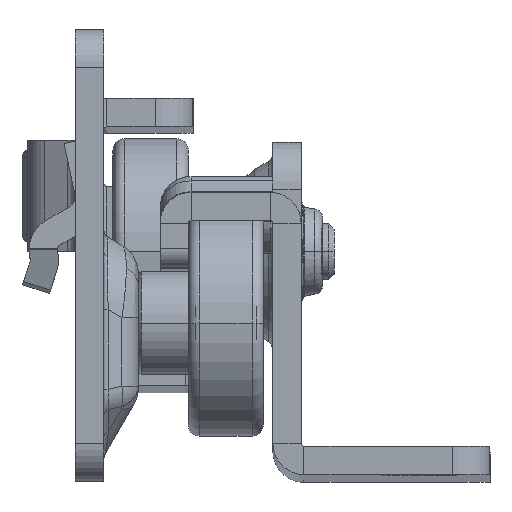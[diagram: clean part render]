
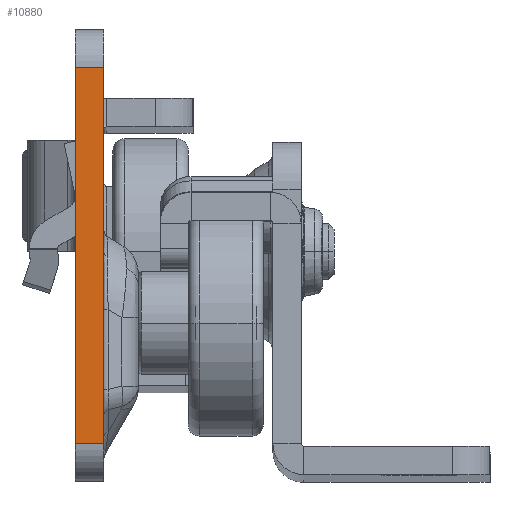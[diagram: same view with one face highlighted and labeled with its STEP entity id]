
A CAD part, top view. The second image highlights one B-rep face of the part: STEP entity #10880.
In plain terms, the highlighted planar face has unit normal (0, 0, 1).
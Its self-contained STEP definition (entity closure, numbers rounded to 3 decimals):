
#1550 = DIRECTION ( 'NONE',  ( 1., 0., 0. ) ) ;
#1976 = VECTOR ( 'NONE', #1550, 1000. ) ;
#2536 = ORIENTED_EDGE ( 'NONE', *, *, #17656, .F. ) ;
#4409 = LINE ( 'NONE', #13038, #27882 ) ;
#4706 = DIRECTION ( 'NONE',  ( 0., -1., 0. ) ) ;
#5415 = EDGE_CURVE ( 'NONE', #13819, #13498, #18362, .T. ) ;
#5688 = DIRECTION ( 'NONE',  ( 0., 0., 1. ) ) ;
#5768 = ORIENTED_EDGE ( 'NONE', *, *, #5415, .T. ) ;
#6003 = CARTESIAN_POINT ( 'NONE',  ( -3., 18.3, 0. ) ) ;
#6041 = EDGE_CURVE ( 'NONE', #13498, #19254, #12886, .T. ) ;
#6793 = DIRECTION ( 'NONE',  ( 1., 0., 0. ) ) ;
#6873 = EDGE_LOOP ( 'NONE', ( #10316, #2536, #5768, #21039 ) ) ;
#9391 = CARTESIAN_POINT ( 'NONE',  ( 0., 18.3, 0. ) ) ;
#9522 = FACE_OUTER_BOUND ( 'NONE', #6873, .T. ) ;
#10316 = ORIENTED_EDGE ( 'NONE', *, *, #25611, .F. ) ;
#10773 = CARTESIAN_POINT ( 'NONE',  ( -122.719, -21.7, 0. ) ) ;
#10880 = ADVANCED_FACE ( 'NONE', ( #9522 ), #16462, .T. ) ;
#11194 = CARTESIAN_POINT ( 'NONE',  ( 0., -21.7, 0. ) ) ;
#11550 = VERTEX_POINT ( 'NONE', #9391 ) ;
#11932 = VECTOR ( 'NONE', #21718, 1000. ) ;
#12886 = LINE ( 'NONE', #10773, #11932 ) ;
#13038 = CARTESIAN_POINT ( 'NONE',  ( 0., -29.094, 0. ) ) ;
#13498 = VERTEX_POINT ( 'NONE', #23224 ) ;
#13795 = DIRECTION ( 'NONE',  ( 0., -1., 0. ) ) ;
#13819 = VERTEX_POINT ( 'NONE', #6003 ) ;
#15927 = CARTESIAN_POINT ( 'NONE',  ( -3., -29.094, 0. ) ) ;
#16462 = PLANE ( 'NONE',  #17784 ) ;
#17656 = EDGE_CURVE ( 'NONE', #13819, #11550, #22992, .T. ) ;
#17784 = AXIS2_PLACEMENT_3D ( 'NONE', #25148, #5688, #6793 ) ;
#18362 = LINE ( 'NONE', #15927, #24642 ) ;
#19254 = VERTEX_POINT ( 'NONE', #11194 ) ;
#21039 = ORIENTED_EDGE ( 'NONE', *, *, #6041, .T. ) ;
#21718 = DIRECTION ( 'NONE',  ( 1., 0., 0. ) ) ;
#22992 = LINE ( 'NONE', #27643, #1976 ) ;
#23224 = CARTESIAN_POINT ( 'NONE',  ( -3., -21.7, 0. ) ) ;
#24642 = VECTOR ( 'NONE', #13795, 1000. ) ;
#25148 = CARTESIAN_POINT ( 'NONE',  ( -3., -29.094, 0. ) ) ;
#25611 = EDGE_CURVE ( 'NONE', #11550, #19254, #4409, .T. ) ;
#27643 = CARTESIAN_POINT ( 'NONE',  ( -3., 18.3, 0. ) ) ;
#27882 = VECTOR ( 'NONE', #4706, 1000. ) ;
